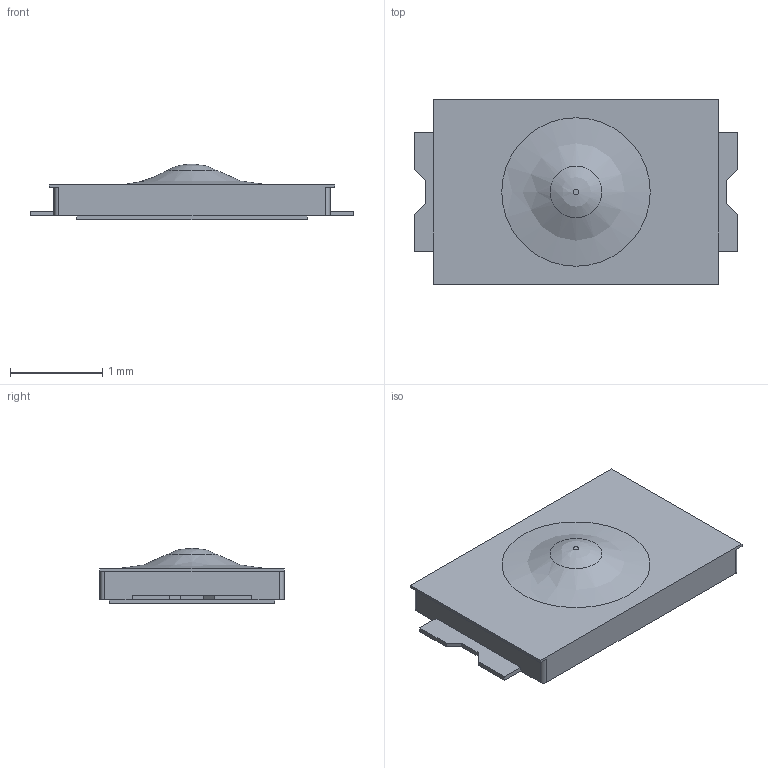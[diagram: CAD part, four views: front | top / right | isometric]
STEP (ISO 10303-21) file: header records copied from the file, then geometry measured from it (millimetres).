
FILE_DESCRIPTION((' '),'2;1');
FILE_NAME('TL3780AFxxxQG.stp','2017-08-03T09:46:41',(' '),(' '),' ','ACIS',' ');
FILE_SCHEMA(('CONFIG_CONTROL_DESIGN'));
Length unit declared in the file: inch
Products named in the file (1): TL3780AFxxxQG.stp
Bounding box: 3.5 x 2 x 0.6 mm (x, y, z)
Volume: 1.8 mm3; surface area: 31.5 mm2
Topology: 1 solids, 3 shells, 60 faces, 154 edges, 100 vertices
Faces by surface type: plane 48, cylinder 5, bspline 3, sphere 2, cone 2
Full cylindrical faces by diameter (mm): 0.85 x1
Entity records: 1895 total; most frequent: CARTESIAN_POINT 385, ORIENTED_EDGE 286, DIRECTION 284, EDGE_CURVE 143, VECTOR 110, LINE 110, VERTEX_POINT 95, AXIS2_PLACEMENT_3D 87
